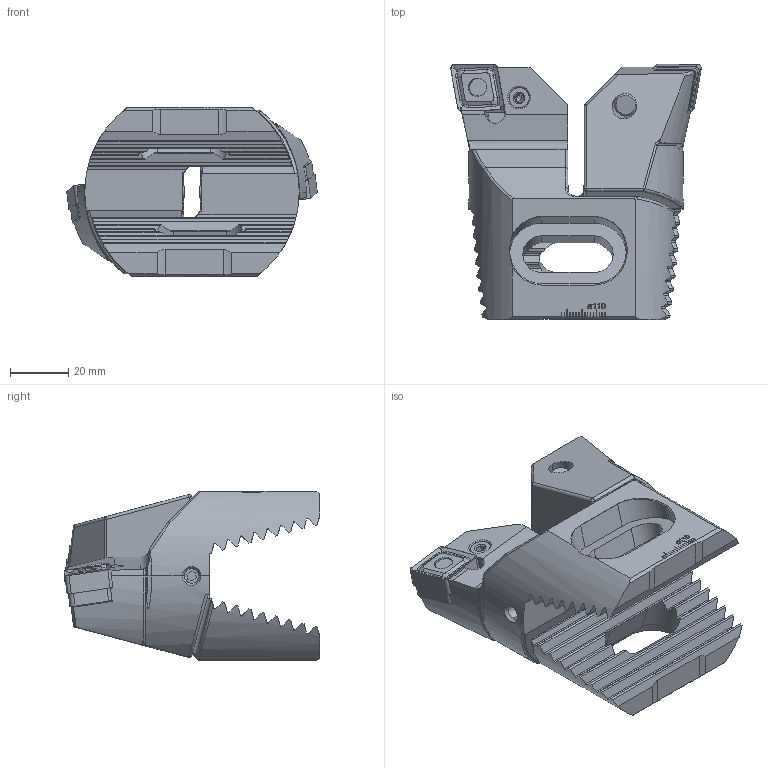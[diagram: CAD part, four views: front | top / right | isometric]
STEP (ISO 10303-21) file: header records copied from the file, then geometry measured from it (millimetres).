
FILE_DESCRIPTION (( 'STEP AP203' ), '1' );
FILE_NAME ('Z72-WCE.B11.050.STEP', '2017-02-17T10:10:27', ( 'SWIAdmin' ), ( 'Hewlett-Packard Company' ), 'SwSTEP 2.0', 'SolidWorks 2015', '' );
FILE_SCHEMA (( 'CONFIG_CONTROL_DESIGN' ));
Length unit declared in the file: millimetre
Products named in the file (9): WCE-ER3.101.000_A; WCE; WCE-ER1.101.000; WCE-ER2.101.004_A; CNMG160612; Z72-ER3.001.030; Z72-WCE.B11.050; Z72-xxx.001.050_C_CN16; WCE-ER4.101.020_A
Assembly tree (14 placements, depth 3):
  Z72-WCE.B11.050
    Z72-xxx.001.050_C_CN16  x2
    WCE  x2
      WCE-ER4.101.020_A
      WCE-ER3.101.000_A
    WCE-ER1.101.000  x2
    WCE-ER2.101.004_A  x2
    CNMG160612  x2
    Z72-ER3.001.030  x2
Bounding box: 86 x 87.72 x 58.2 mm (x, y, z)
Volume: 148078.2 mm3; surface area: 43960.4 mm2
Topology: 14 solids, 14 shells, 912 faces, 2360 edges, 1470 vertices
Faces by surface type: plane 486, cylinder 178, cone 108, bspline 100, torus 26, sphere 14
Entity records: 17031 total; most frequent: CARTESIAN_POINT 5564, ORIENTED_EDGE 2336, DIRECTION 1927, EDGE_CURVE 1168, VERTEX_POINT 734, VECTOR 669, LINE 669, AXIS2_PLACEMENT_3D 629
